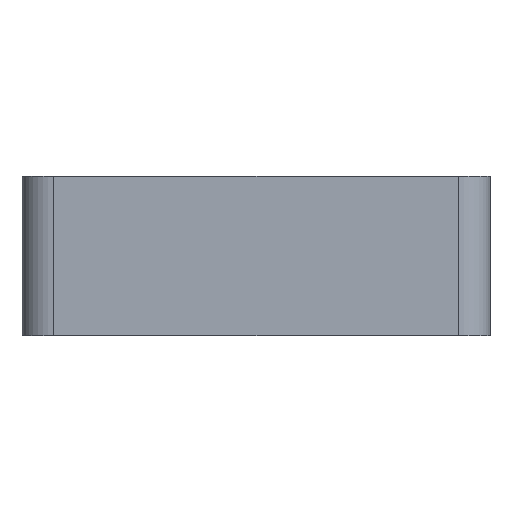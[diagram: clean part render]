
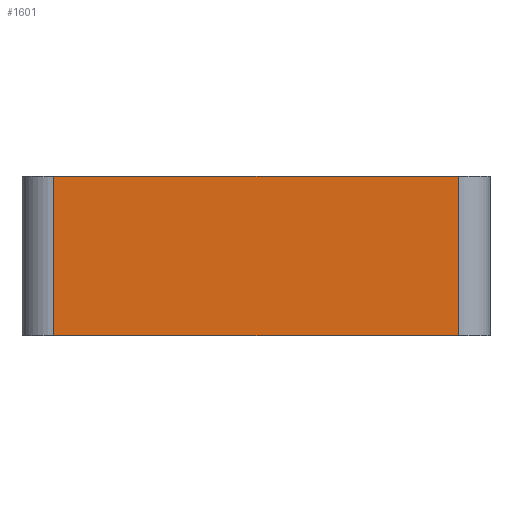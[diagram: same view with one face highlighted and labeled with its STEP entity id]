
A CAD part, left-side view. The second image highlights one B-rep face of the part: STEP entity #1601.
In plain terms, the highlighted planar face has unit normal (-1, 0, 0).
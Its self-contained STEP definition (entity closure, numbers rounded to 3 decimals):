
#59=PLANE('',#1741);
#126=FACE_OUTER_BOUND('',#222,.T.);
#222=EDGE_LOOP('',(#1301,#1302,#1303,#1304));
#316=LINE('',#2397,#484);
#375=LINE('',#2545,#543);
#382=LINE('',#2575,#550);
#383=LINE('',#2577,#551);
#484=VECTOR('',#1918,10.);
#543=VECTOR('',#2045,10.);
#550=VECTOR('',#2074,10.);
#551=VECTOR('',#2077,10.);
#721=VERTEX_POINT('',#2394);
#722=VERTEX_POINT('',#2396);
#776=VERTEX_POINT('',#2542);
#777=VERTEX_POINT('',#2544);
#888=EDGE_CURVE('',#721,#722,#316,.T.);
#963=EDGE_CURVE('',#776,#777,#375,.T.);
#978=EDGE_CURVE('',#722,#776,#382,.T.);
#979=EDGE_CURVE('',#777,#721,#383,.T.);
#1301=ORIENTED_EDGE('',*,*,#978,.F.);
#1302=ORIENTED_EDGE('',*,*,#888,.F.);
#1303=ORIENTED_EDGE('',*,*,#979,.F.);
#1304=ORIENTED_EDGE('',*,*,#963,.F.);
#1601=ADVANCED_FACE('',(#126),#59,.T.);
#1741=AXIS2_PLACEMENT_3D('',#2576,#2075,#2076);
#1918=DIRECTION('',(0.,-1.,0.));
#2045=DIRECTION('',(0.,1.,0.));
#2074=DIRECTION('',(0.,0.,-1.));
#2075=DIRECTION('center_axis',(-1.,0.,0.));
#2076=DIRECTION('ref_axis',(0.,-1.,0.));
#2077=DIRECTION('',(0.,0.,1.));
#2394=CARTESIAN_POINT('',(-50.,7.,15.));
#2396=CARTESIAN_POINT('',(-50.,-31.,15.));
#2397=CARTESIAN_POINT('',(-50.,-34.,15.));
#2542=CARTESIAN_POINT('',(-50.,-31.,0.));
#2544=CARTESIAN_POINT('',(-50.,7.,0.));
#2545=CARTESIAN_POINT('',(-50.,-34.,0.));
#2575=CARTESIAN_POINT('',(-50.,-31.,0.));
#2576=CARTESIAN_POINT('Origin',(-50.,10.,0.));
#2577=CARTESIAN_POINT('',(-50.,7.,0.));
